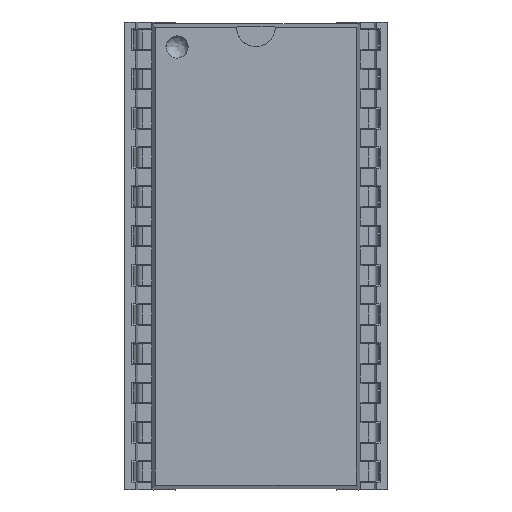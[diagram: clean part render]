
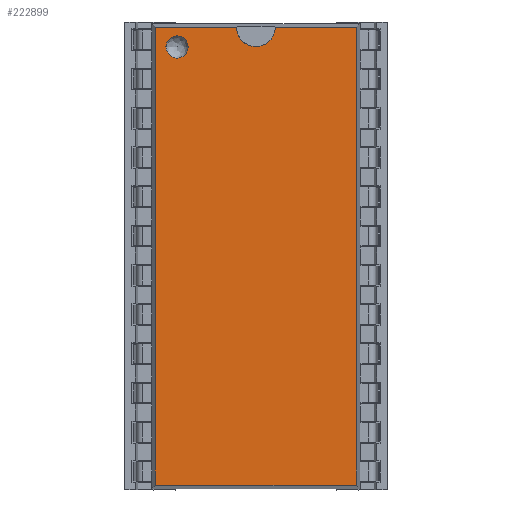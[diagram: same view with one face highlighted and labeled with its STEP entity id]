
A CAD part, top view. The second image highlights one B-rep face of the part: STEP entity #222899.
In plain terms, the highlighted free-form (B-spline) face has degree [1, 1] with [2, 2] control points.
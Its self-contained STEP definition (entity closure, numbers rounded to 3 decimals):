
#221296 = VERTEX_POINT('',#221297);
#221297 = CARTESIAN_POINT('',(1.348,0.968,
    8.97));
#221302 = EDGE_CURVE('',#221303,#221296,#221305,.T.);
#221303 = VERTEX_POINT('',#221304);
#221304 = CARTESIAN_POINT('',(1.348,-34.671,
    8.97));
#221305 = B_SPLINE_CURVE_WITH_KNOTS('',1,(#221306,#221307),
  .UNSPECIFIED.,.F.,.F.,(2,2),(0.,29.62),.PIECEWISE_BEZIER_KNOTS.);
#221306 = CARTESIAN_POINT('',(1.348,-34.671,
    8.97));
#221307 = CARTESIAN_POINT('',(1.348,0.968,
    8.97));
#222883 = EDGE_CURVE('',#222884,#221303,#222886,.T.);
#222884 = VERTEX_POINT('',#222885);
#222885 = CARTESIAN_POINT('',(16.989,-34.671,
    8.97));
#222886 = B_SPLINE_CURVE_WITH_KNOTS('',1,(#222887,#222888),
  .UNSPECIFIED.,.F.,.F.,(2,2),(0.,13.),.PIECEWISE_BEZIER_KNOTS.);
#222887 = CARTESIAN_POINT('',(16.989,-34.671,
    8.97));
#222888 = CARTESIAN_POINT('',(1.348,-34.671,
    8.97));
#222899 = ADVANCED_FACE('',(#222900,#222933),#222947,.T.);
#222900 = FACE_BOUND('',#222901,.T.);
#222901 = EDGE_LOOP('',(#222902,#222903,#222910,#222917,#222927,#222932)
  );
#222902 = ORIENTED_EDGE('',*,*,#222883,.F.);
#222903 = ORIENTED_EDGE('',*,*,#222904,.F.);
#222904 = EDGE_CURVE('',#222905,#222884,#222907,.T.);
#222905 = VERTEX_POINT('',#222906);
#222906 = CARTESIAN_POINT('',(16.989,0.968,
    8.97));
#222907 = B_SPLINE_CURVE_WITH_KNOTS('',1,(#222908,#222909),
  .UNSPECIFIED.,.F.,.F.,(2,2),(0.,29.62),.PIECEWISE_BEZIER_KNOTS.);
#222908 = CARTESIAN_POINT('',(16.989,0.968,
    8.97));
#222909 = CARTESIAN_POINT('',(16.989,-34.671,
    8.97));
#222910 = ORIENTED_EDGE('',*,*,#222911,.F.);
#222911 = EDGE_CURVE('',#222912,#222905,#222914,.T.);
#222912 = VERTEX_POINT('',#222913);
#222913 = CARTESIAN_POINT('',(10.672,0.968,
    8.97));
#222914 = B_SPLINE_CURVE_WITH_KNOTS('',1,(#222915,#222916),
  .UNSPECIFIED.,.F.,.F.,(2,2),(7.75,13.),.PIECEWISE_BEZIER_KNOTS.);
#222915 = CARTESIAN_POINT('',(10.672,0.968,
    8.97));
#222916 = CARTESIAN_POINT('',(16.989,0.968,
    8.97));
#222917 = ORIENTED_EDGE('',*,*,#222918,.F.);
#222918 = EDGE_CURVE('',#222919,#222912,#222921,.T.);
#222919 = VERTEX_POINT('',#222920);
#222920 = CARTESIAN_POINT('',(7.664,0.968,
    8.97));
#222921 = ( BOUNDED_CURVE() B_SPLINE_CURVE(2,(#222922,#222923,#222924,
#222925,#222926),.UNSPECIFIED.,.F.,.F.) B_SPLINE_CURVE_WITH_KNOTS((3,2,3
    ),(1.571,3.142,4.712),
.PIECEWISE_BEZIER_KNOTS.) CURVE() GEOMETRIC_REPRESENTATION_ITEM() 
RATIONAL_B_SPLINE_CURVE((1.,0.707,1.,0.707,1.)) 
REPRESENTATION_ITEM('') );
#222922 = CARTESIAN_POINT('',(7.664,0.968,
    8.97));
#222923 = CARTESIAN_POINT('',(7.664,-0.536,
    8.97));
#222924 = CARTESIAN_POINT('',(9.168,-0.536,
    8.97));
#222925 = CARTESIAN_POINT('',(10.672,-0.536,
    8.97));
#222926 = CARTESIAN_POINT('',(10.672,0.968,
    8.97));
#222927 = ORIENTED_EDGE('',*,*,#222928,.F.);
#222928 = EDGE_CURVE('',#221296,#222919,#222929,.T.);
#222929 = B_SPLINE_CURVE_WITH_KNOTS('',1,(#222930,#222931),
  .UNSPECIFIED.,.F.,.F.,(2,2),(0.,5.25),.PIECEWISE_BEZIER_KNOTS.);
#222930 = CARTESIAN_POINT('',(1.348,0.968,
    8.97));
#222931 = CARTESIAN_POINT('',(7.664,0.968,
    8.97));
#222932 = ORIENTED_EDGE('',*,*,#221302,.F.);
#222933 = FACE_BOUND('',#222934,.T.);
#222934 = EDGE_LOOP('',(#222935));
#222935 = ORIENTED_EDGE('',*,*,#222936,.F.);
#222936 = EDGE_CURVE('',#222937,#222937,#222939,.T.);
#222937 = VERTEX_POINT('',#222938);
#222938 = CARTESIAN_POINT('',(2.166,-0.56,
    8.97));
#222939 = ( BOUNDED_CURVE() B_SPLINE_CURVE(2,(#222940,#222941,#222942,
    #222943,#222944,#222945,#222946),.UNSPECIFIED.,.T.,.F.) 
B_SPLINE_CURVE_WITH_KNOTS((1,2,2,2,2,1),(-2.094,0.,
    2.094,4.189,6.283,8.378),
.UNSPECIFIED.) CURVE() GEOMETRIC_REPRESENTATION_ITEM() 
RATIONAL_B_SPLINE_CURVE((1.,0.5,1.,0.5,1.,0.5,1.)) REPRESENTATION_ITEM(
  '') );
#222940 = CARTESIAN_POINT('',(2.166,-0.56,
    8.97));
#222941 = CARTESIAN_POINT('',(2.166,-2.061,
    8.97));
#222942 = CARTESIAN_POINT('',(3.465,-1.311,
    8.97));
#222943 = CARTESIAN_POINT('',(4.765,-0.56,
    8.97));
#222944 = CARTESIAN_POINT('',(3.465,0.19,
    8.97));
#222945 = CARTESIAN_POINT('',(2.166,0.94,
    8.97));
#222946 = CARTESIAN_POINT('',(2.166,-0.56,
    8.97));
#222947 = B_SPLINE_SURFACE_WITH_KNOTS('',1,1,(
    (#222948,#222949)
    ,(#222950,#222951
    )),.UNSPECIFIED.,.F.,.F.,.F.,(2,2),(2,2),(0.,32.347),(
    -11.904,11.904),.PIECEWISE_BEZIER_KNOTS.);
#222948 = CARTESIAN_POINT('',(30.104,-28.915,
    8.97));
#222949 = CARTESIAN_POINT('',(3.874,-40.427,
    8.97));
#222950 = CARTESIAN_POINT('',(14.463,6.724,
    8.97));
#222951 = CARTESIAN_POINT('',(-11.768,-4.789,
    8.97));
